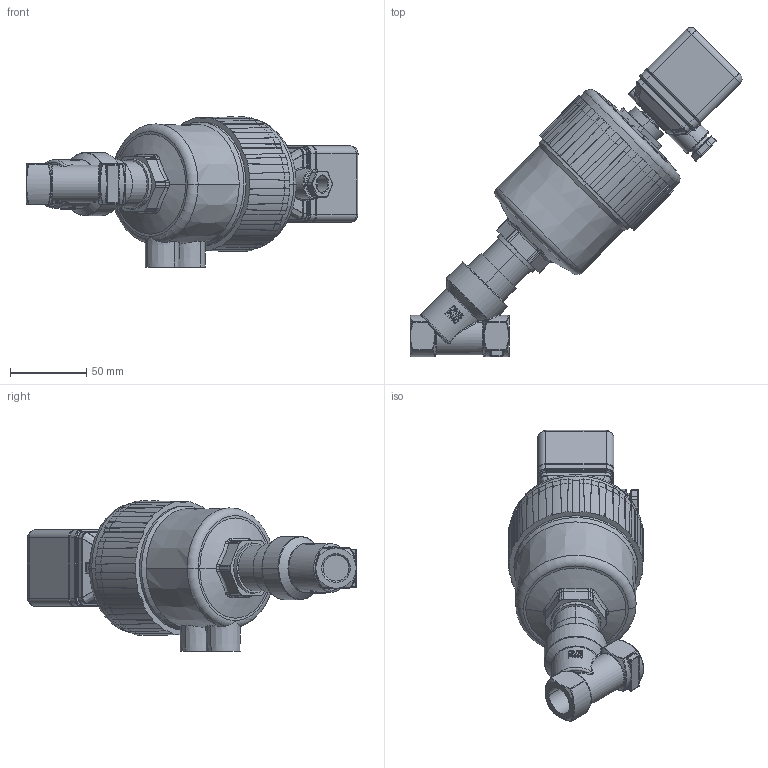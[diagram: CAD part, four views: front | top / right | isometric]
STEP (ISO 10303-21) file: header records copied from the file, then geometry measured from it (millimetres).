
FILE_DESCRIPTION((''),'2;1');
FILE_NAME('21IA4T15GA2_H_IP1_INGOMBRO_ASM','2011-12-22T',('romeri'),('O.D.E.'),'PRO/ENGINEER BY PARAMETRIC TECHNOLOGY CORPORATION, 2005450','PRO/ENGINEER BY PARAMETRIC TECHNOLOGY CORPORATION, 2005450','');
FILE_SCHEMA(('CONFIG_CONTROL_DESIGN'));
Length unit declared in the file: millimetre
Products named in the file (8): 450IA4_INGOMBRO; 500030_INGOMBRO; 500026_INGOMBRO; 500025_INGOMBRO; 500027_INGOMBRO_ASM; 500028_INGOMBRO; 992238_INGOMBRO; 21IA4T15GA2_H_IP1_INGOMBRO_ASM
Assembly tree (8 placements, depth 3):
  21IA4T15GA2_H_IP1_INGOMBRO_ASM
    450IA4_INGOMBRO
    500030_INGOMBRO
    500027_INGOMBRO_ASM
      500026_INGOMBRO
      500025_INGOMBRO  x2
    500028_INGOMBRO
    992238_INGOMBRO
Bounding box: 217.98 x 216.08 x 98.59 mm (x, y, z)
Volume: 931067.8 mm3; surface area: 123668.4 mm2
Topology: 6 solids, 11 shells, 1286 faces, 3091 edges, 1875 vertices
Faces by surface type: plane 519, cylinder 264, cone 222, bspline 163, torus 88, sphere 30
Entity records: 50788 total; most frequent: CARTESIAN_POINT 15615, ORIENTED_EDGE 6106, DIRECTION 5338, EDGE_CURVE 3069, AXIS2_PLACEMENT_3D 2110, VERTEX_POINT 1861, PRESENTATION_STYLE_ASSIGNMENT 1671, STYLED_ITEM 1671
